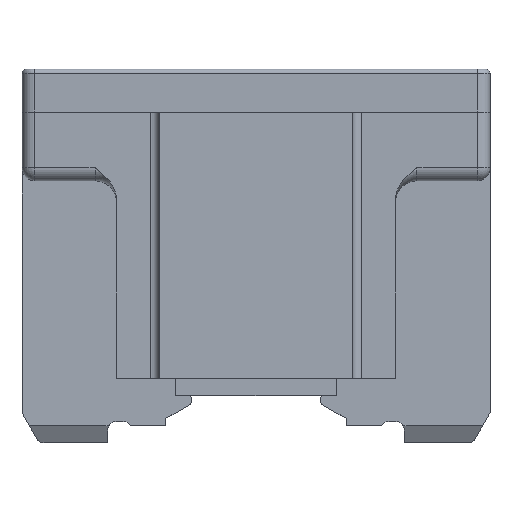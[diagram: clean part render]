
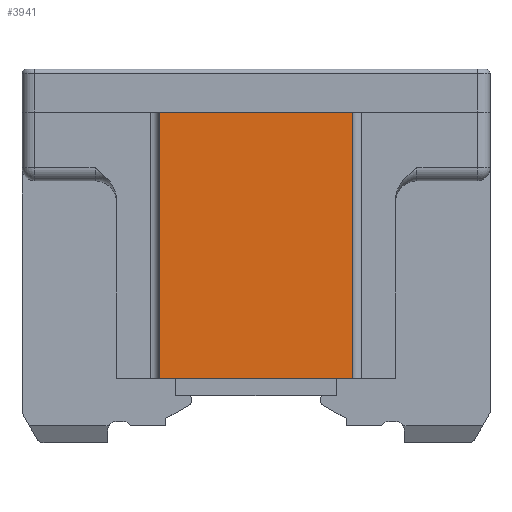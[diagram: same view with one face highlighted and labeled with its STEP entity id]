
A CAD part, top view. The second image highlights one B-rep face of the part: STEP entity #3941.
In plain terms, the highlighted planar face has unit normal (0, 0, 1).
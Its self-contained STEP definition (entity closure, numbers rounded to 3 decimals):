
#1428=DIRECTION('',(0.,1.,0.));
#1429=VECTOR('',#1428,6.2);
#1430=CARTESIAN_POINT('',(2.25,0.,3.725));
#1431=LINE('',#1430,#1429);
#1444=DIRECTION('',(0.,1.,0.));
#1445=VECTOR('',#1444,6.2);
#1446=CARTESIAN_POINT('',(-2.25,0.,3.725));
#1447=LINE('',#1446,#1445);
#1448=DIRECTION('',(-1.,0.,0.));
#1449=VECTOR('',#1448,4.5);
#1450=CARTESIAN_POINT('',(2.25,6.2,3.725));
#1451=LINE('',#1450,#1449);
#1452=DIRECTION('',(1.,0.,0.));
#1453=VECTOR('',#1452,4.5);
#1454=CARTESIAN_POINT('',(-2.25,0.,3.725));
#1455=LINE('',#1454,#1453);
#1596=CARTESIAN_POINT('',(-2.25,0.,3.725));
#1597=CARTESIAN_POINT('',(2.25,0.,3.725));
#1598=VERTEX_POINT('',#1596);
#1599=VERTEX_POINT('',#1597);
#1600=CARTESIAN_POINT('',(2.25,6.2,3.725));
#1601=CARTESIAN_POINT('',(-2.25,6.2,3.725));
#1602=VERTEX_POINT('',#1600);
#1603=VERTEX_POINT('',#1601);
#3929=CARTESIAN_POINT('',(0.,6.2,3.725));
#3930=DIRECTION('',(0.,0.,1.));
#3931=DIRECTION('',(-1.,0.,0.));
#3932=AXIS2_PLACEMENT_3D('',#3929,#3930,#3931);
#3933=PLANE('',#3932);
#3935=ORIENTED_EDGE('',*,*,#3934,.T.);
#3936=ORIENTED_EDGE('',*,*,#2759,.F.);
#3937=ORIENTED_EDGE('',*,*,#3921,.F.);
#3938=ORIENTED_EDGE('',*,*,#2120,.F.);
#3939=EDGE_LOOP('',(#3935,#3936,#3937,#3938));
#3940=FACE_OUTER_BOUND('',#3939,.F.);
#3941=ADVANCED_FACE('',(#3940),#3933,.T.);
#2120=EDGE_CURVE('',#1598,#1599,#1455,.T.);
#2759=EDGE_CURVE('',#1602,#1603,#1451,.T.);
#3921=EDGE_CURVE('',#1599,#1602,#1431,.T.);
#3934=EDGE_CURVE('',#1598,#1603,#1447,.T.);
